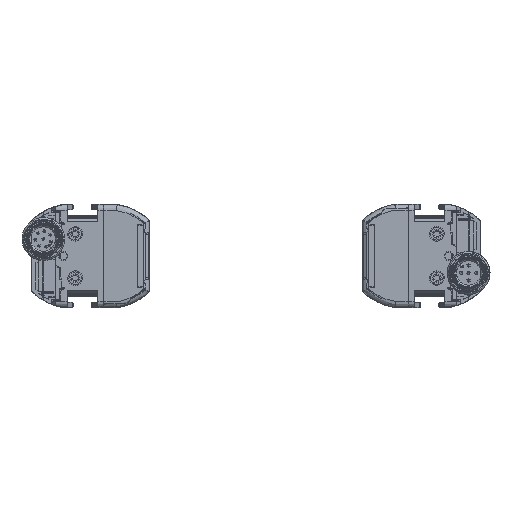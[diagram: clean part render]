
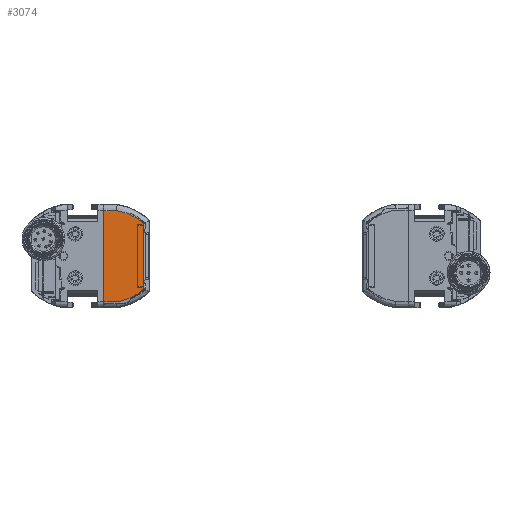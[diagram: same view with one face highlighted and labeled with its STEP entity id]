
A CAD part, front view. The second image highlights one B-rep face of the part: STEP entity #3074.
In plain terms, the highlighted planar face has unit normal (0, -1, 0).
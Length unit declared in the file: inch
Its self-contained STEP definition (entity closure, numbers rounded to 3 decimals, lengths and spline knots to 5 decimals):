
#2296 = VERTEX_POINT ( 'NONE', #26193 ) ;
#2902 = LINE ( 'NONE', #19061, #88561 ) ;
#3074 = ADVANCED_FACE ( 'NONE', ( #6537 ), #68198, .F. ) ;
#4870 = CARTESIAN_POINT ( 'NONE',  ( -1.62392, -29.70472, 0.52441 ) ) ;
#5184 = CARTESIAN_POINT ( 'NONE',  ( -1.66575, -29.70472, -0.55231 ) ) ;
#6153 = CARTESIAN_POINT ( 'NONE',  ( -1.50878, -29.70472, -0.44933 ) ) ;
#6537 = FACE_OUTER_BOUND ( 'NONE', #24713, .T. ) ;
#6553 = VERTEX_POINT ( 'NONE', #14906 ) ;
#7748 = ORIENTED_EDGE ( 'NONE', *, *, #53297, .F. ) ;
#8757 = LINE ( 'NONE', #71419, #64713 ) ;
#9835 = CARTESIAN_POINT ( 'NONE',  ( -1.8604, -29.70472, 0.60719 ) ) ;
#11861 = B_SPLINE_CURVE_WITH_KNOTS ( 'NONE', 3,
 ( #22319, #6153, #83032, #28434, #52172, #90145, #28924, #74926, #51206, #20846, #13756, #74443, #29915, #44580, #36024, #59258, #45090, #59752, #97698, #37010, #53174, #5184, #58772, #67830, #51691, #44090, #37995, #90629, #29415 ),
 .UNSPECIFIED., .F., .F.,
 ( 4, 2, 2, 2, 1, 1, 2, 2, 2, 2, 2, 1, 1, 1, 2, 2, 4 ),
 ( 0., 0.125, 0.1875, 0.21875, 0.23438, 0.24219, 0.24609, 0.25, 0.375, 0.4375, 0.46875, 0.48438, 0.49219, 0.49609, 0.49805, 0.5, 1. ),
 .UNSPECIFIED. ) ;
#11959 = CARTESIAN_POINT ( 'NONE',  ( -1.70397, -29.70472, 0.56327 ) ) ;
#12465 = CARTESIAN_POINT ( 'NONE',  ( -1.79031, -29.70472, 0.5931 ) ) ;
#12791 = ORIENTED_EDGE ( 'NONE', *, *, #16753, .F. ) ;
#13439 = CARTESIAN_POINT ( 'NONE',  ( -1.66828, -29.70472, 0.54742 ) ) ;
#13756 = CARTESIAN_POINT ( 'NONE',  ( -1.57723, -29.70472, -0.5016 ) ) ;
#13938 = CARTESIAN_POINT ( 'NONE',  ( -1.58373, -29.70472, 0.49983 ) ) ;
#14415 = VERTEX_POINT ( 'NONE', #67024 ) ;
#14906 = CARTESIAN_POINT ( 'NONE',  ( -1.5, -29.70472, 0.43537 ) ) ;
#15913 = CARTESIAN_POINT ( 'NONE',  ( -1.58005, -29.70472, 0.49739 ) ) ;
#16400 = CARTESIAN_POINT ( 'NONE',  ( -1.51961, -29.70472, 0.45257 ) ) ;
#16753 = EDGE_CURVE ( 'NONE', #6553, #51719, #8757, .T. ) ;
#19061 = CARTESIAN_POINT ( 'NONE',  ( -2.00787, -29.70472, -0.61328 ) ) ;
#19538 = CARTESIAN_POINT ( 'NONE',  ( -1.8604, -29.70472, 0.60719 ) ) ;
#20846 = CARTESIAN_POINT ( 'NONE',  ( -1.57556, -29.70472, -0.50047 ) ) ;
#22319 = CARTESIAN_POINT ( 'NONE',  ( -1.5, -29.70472, -0.44146 ) ) ;
#23450 = B_SPLINE_CURVE_WITH_KNOTS ( 'NONE', 3,
 ( #19538, #97884, #12465, #28614, #50391, #11959, #42788, #82717, #73622, #35200, #66037, #96909, #13439, #44764, #44263, #74122, #4870, #67513, #90807, #29108, #59934, #83205, #13938, #75605, #61406, #15913, #62393, #92295, #16400, #93265, #46261 ),
 .UNSPECIFIED., .F., .F.,
 ( 4, 2, 2, 1, 1, 1, 1, 1, 2, 2, 2, 2, 2, 1, 1, 2, 2, 2, 4 ),
 ( 0., 0.25, 0.375, 0.4375, 0.46875, 0.48437, 0.49219, 0.49609, 0.49805, 0.5, 0.625, 0.6875, 0.71875, 0.73437, 0.74219, 0.74609, 0.75, 0.875, 1. ),
 .UNSPECIFIED. ) ;
#24713 = EDGE_LOOP ( 'NONE', ( #12791, #85011, #90125, #7748, #79806, #41639 ) ) ;
#26193 = CARTESIAN_POINT ( 'NONE',  ( -2.03207, -29.70472, -0.61328 ) ) ;
#26990 = LINE ( 'NONE', #27501, #44114 ) ;
#27147 = DIRECTION ( 'NONE',  ( -1., 0., 0. ) ) ;
#27501 = CARTESIAN_POINT ( 'NONE',  ( -2.00787, -29.70472, 0.60719 ) ) ;
#28434 = CARTESIAN_POINT ( 'NONE',  ( -1.53933, -29.70472, -0.4743 ) ) ;
#28614 = CARTESIAN_POINT ( 'NONE',  ( -1.74212, -29.70472, 0.5778 ) ) ;
#28924 = CARTESIAN_POINT ( 'NONE',  ( -1.56219, -29.70472, -0.49121 ) ) ;
#29108 = CARTESIAN_POINT ( 'NONE',  ( -1.59837, -29.70472, 0.50921 ) ) ;
#29415 = CARTESIAN_POINT ( 'NONE',  ( -1.8604, -29.70472, -0.61328 ) ) ;
#29915 = CARTESIAN_POINT ( 'NONE',  ( -1.57887, -29.70472, -0.5027 ) ) ;
#33479 = EDGE_CURVE ( 'NONE', #51719, #80153, #11861, .T. ) ;
#35200 = CARTESIAN_POINT ( 'NONE',  ( -1.67092, -29.70472, 0.54867 ) ) ;
#36024 = CARTESIAN_POINT ( 'NONE',  ( -1.61649, -29.70472, -0.52642 ) ) ;
#37010 = CARTESIAN_POINT ( 'NONE',  ( -1.66162, -29.70472, -0.55031 ) ) ;
#37995 = CARTESIAN_POINT ( 'NONE',  ( -1.72402, -29.70472, -0.58009 ) ) ;
#40093 = DIRECTION ( 'NONE',  ( 0., 0., -1. ) ) ;
#41639 = ORIENTED_EDGE ( 'NONE', *, *, #33479, .F. ) ;
#42788 = CARTESIAN_POINT ( 'NONE',  ( -1.69286, -29.70472, 0.55864 ) ) ;
#44090 = CARTESIAN_POINT ( 'NONE',  ( -1.66762, -29.70472, -0.55321 ) ) ;
#44114 = VECTOR ( 'NONE', #50266, 39.37008 ) ;
#44116 = DIRECTION ( 'NONE',  ( 0., 0., 1. ) ) ;
#44263 = CARTESIAN_POINT ( 'NONE',  ( -1.65845, -29.70472, 0.54274 ) ) ;
#44458 = DIRECTION ( 'NONE',  ( 0., 1., 0. ) ) ;
#44580 = CARTESIAN_POINT ( 'NONE',  ( -1.59904, -29.70472, -0.51616 ) ) ;
#44764 = CARTESIAN_POINT ( 'NONE',  ( -1.66798, -29.70472, 0.54728 ) ) ;
#45090 = CARTESIAN_POINT ( 'NONE',  ( -1.64555, -29.70472, -0.54223 ) ) ;
#45461 = CARTESIAN_POINT ( 'NONE',  ( -2.00787, -29.70472, 0.21546 ) ) ;
#46261 = CARTESIAN_POINT ( 'NONE',  ( -1.5, -29.70472, 0.43537 ) ) ;
#50266 = DIRECTION ( 'NONE',  ( 1., 0., 0. ) ) ;
#50391 = CARTESIAN_POINT ( 'NONE',  ( -1.72656, -29.70472, 0.57222 ) ) ;
#51206 = CARTESIAN_POINT ( 'NONE',  ( -1.57171, -29.70472, -0.49785 ) ) ;
#51691 = CARTESIAN_POINT ( 'NONE',  ( -1.66754, -29.70472, -0.55317 ) ) ;
#51719 = VERTEX_POINT ( 'NONE', #71681 ) ;
#52172 = CARTESIAN_POINT ( 'NONE',  ( -1.54649, -29.70472, -0.47978 ) ) ;
#53174 = CARTESIAN_POINT ( 'NONE',  ( -1.66358, -29.70472, -0.55126 ) ) ;
#53297 = EDGE_CURVE ( 'NONE', #2296, #14415, #89687, .T. ) ;
#53300 = VECTOR ( 'NONE', #44116, 39.37008 ) ;
#58772 = CARTESIAN_POINT ( 'NONE',  ( -1.6668, -29.70472, -0.55281 ) ) ;
#59258 = CARTESIAN_POINT ( 'NONE',  ( -1.63877, -29.70472, -0.53868 ) ) ;
#59752 = CARTESIAN_POINT ( 'NONE',  ( -1.65469, -29.70472, -0.54688 ) ) ;
#59934 = CARTESIAN_POINT ( 'NONE',  ( -1.59144, -29.70472, 0.50482 ) ) ;
#61406 = CARTESIAN_POINT ( 'NONE',  ( -1.5807, -29.70472, 0.49782 ) ) ;
#62393 = CARTESIAN_POINT ( 'NONE',  ( -1.56138, -29.70472, 0.48493 ) ) ;
#64713 = VECTOR ( 'NONE', #40093, 39.37008 ) ;
#66037 = CARTESIAN_POINT ( 'NONE',  ( -1.66938, -29.70472, 0.54795 ) ) ;
#66282 = AXIS2_PLACEMENT_3D ( 'NONE', #45461, #44458, #99055 ) ;
#67024 = CARTESIAN_POINT ( 'NONE',  ( -2.03207, -29.70472, 0.60719 ) ) ;
#67513 = CARTESIAN_POINT ( 'NONE',  ( -1.61584, -29.70472, 0.5198 ) ) ;
#67830 = CARTESIAN_POINT ( 'NONE',  ( -1.66725, -29.70472, -0.55303 ) ) ;
#68198 = PLANE ( 'NONE',  #66282 ) ;
#70044 = VERTEX_POINT ( 'NONE', #9835 ) ;
#70150 = EDGE_CURVE ( 'NONE', #14415, #70044, #26990, .T. ) ;
#71419 = CARTESIAN_POINT ( 'NONE',  ( -1.5, -29.70472, 0.21546 ) ) ;
#71681 = CARTESIAN_POINT ( 'NONE',  ( -1.5, -29.70472, -0.44146 ) ) ;
#73622 = CARTESIAN_POINT ( 'NONE',  ( -1.67401, -29.70472, 0.55013 ) ) ;
#74122 = CARTESIAN_POINT ( 'NONE',  ( -1.64619, -29.70472, 0.53667 ) ) ;
#74443 = CARTESIAN_POINT ( 'NONE',  ( -1.57835, -29.70472, -0.50235 ) ) ;
#74926 = CARTESIAN_POINT ( 'NONE',  ( -1.5685, -29.70472, -0.49563 ) ) ;
#75605 = CARTESIAN_POINT ( 'NONE',  ( -1.58192, -29.70472, 0.49863 ) ) ;
#78065 = EDGE_CURVE ( 'NONE', #80153, #2296, #2902, .T. ) ;
#79806 = ORIENTED_EDGE ( 'NONE', *, *, #78065, .F. ) ;
#80153 = VERTEX_POINT ( 'NONE', #96292 ) ;
#82717 = CARTESIAN_POINT ( 'NONE',  ( -1.68024, -29.70472, 0.553 ) ) ;
#83032 = CARTESIAN_POINT ( 'NONE',  ( -1.51961, -29.70472, -0.45866 ) ) ;
#83205 = CARTESIAN_POINT ( 'NONE',  ( -1.58792, -29.70472, 0.50257 ) ) ;
#85011 = ORIENTED_EDGE ( 'NONE', *, *, #90066, .F. ) ;
#88561 = VECTOR ( 'NONE', #27147, 39.37008 ) ;
#89687 = LINE ( 'NONE', #91145, #53300 ) ;
#90066 = EDGE_CURVE ( 'NONE', #70044, #6553, #23450, .T. ) ;
#90125 = ORIENTED_EDGE ( 'NONE', *, *, #70150, .F. ) ;
#90145 = CARTESIAN_POINT ( 'NONE',  ( -1.55815, -29.70472, -0.48832 ) ) ;
#90629 = CARTESIAN_POINT ( 'NONE',  ( -1.78845, -29.70472, -0.60175 ) ) ;
#90807 = CARTESIAN_POINT ( 'NONE',  ( -1.60285, -29.70472, 0.51197 ) ) ;
#91145 = CARTESIAN_POINT ( 'NONE',  ( -2.03207, -29.70472, 0.21546 ) ) ;
#92295 = CARTESIAN_POINT ( 'NONE',  ( -1.54591, -29.70472, 0.47341 ) ) ;
#93265 = CARTESIAN_POINT ( 'NONE',  ( -1.50878, -29.70472, 0.44324 ) ) ;
#96292 = CARTESIAN_POINT ( 'NONE',  ( -1.8604, -29.70472, -0.61328 ) ) ;
#96909 = CARTESIAN_POINT ( 'NONE',  ( -1.66872, -29.70472, 0.54763 ) ) ;
#97698 = CARTESIAN_POINT ( 'NONE',  ( -1.65757, -29.70472, -0.54832 ) ) ;
#97884 = CARTESIAN_POINT ( 'NONE',  ( -1.82443, -29.70472, 0.60142 ) ) ;
#99055 = DIRECTION ( 'NONE',  ( 1., 0., 0. ) ) ;
